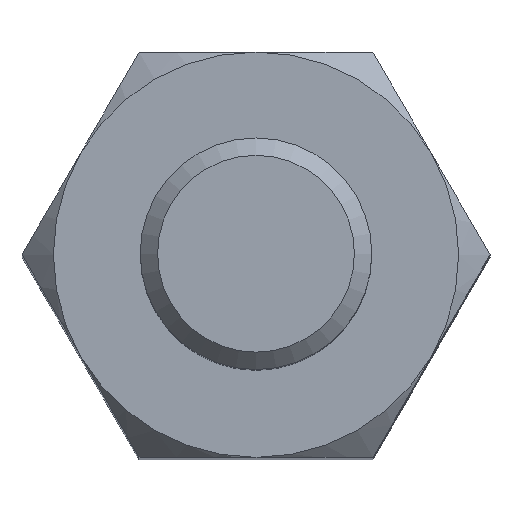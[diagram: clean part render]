
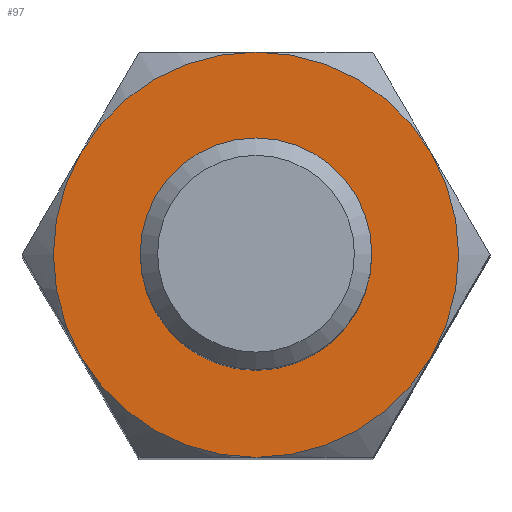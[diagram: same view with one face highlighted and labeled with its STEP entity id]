
A CAD part, top view. The second image highlights one B-rep face of the part: STEP entity #97.
In plain terms, the highlighted planar face has unit normal (0, 0, 1).
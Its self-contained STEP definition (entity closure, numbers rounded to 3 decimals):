
#97 = ADVANCED_FACE( '', ( #206, #207 ), #208, .T. );
#206 = FACE_BOUND( '', #318, .T. );
#207 = FACE_OUTER_BOUND( '', #319, .T. );
#208 = PLANE( '', #320 );
#318 = EDGE_LOOP( '', ( #502 ) );
#319 = EDGE_LOOP( '', ( #503, #504, #505, #506, #507, #508 ) );
#320 = AXIS2_PLACEMENT_3D( '', #509, #510, #511 );
#502 = ORIENTED_EDGE( '', *, *, #651, .T. );
#503 = ORIENTED_EDGE( '', *, *, #642, .F. );
#504 = ORIENTED_EDGE( '', *, *, #652, .F. );
#505 = ORIENTED_EDGE( '', *, *, #630, .F. );
#506 = ORIENTED_EDGE( '', *, *, #621, .T. );
#507 = ORIENTED_EDGE( '', *, *, #653, .F. );
#508 = ORIENTED_EDGE( '', *, *, #592, .F. );
#509 = CARTESIAN_POINT( '', ( 0., 0., 0. ) );
#510 = DIRECTION( '', ( 0., 0., 1. ) );
#511 = DIRECTION( '', ( 1., 0., 0. ) );
#592 = EDGE_CURVE( '', #684, #681, #686, .F. );
#621 = EDGE_CURVE( '', #726, #729, #731, .T. );
#630 = EDGE_CURVE( '', #726, #743, #744, .F. );
#642 = EDGE_CURVE( '', #673, #684, #758, .F. );
#651 = EDGE_CURVE( '', #769, #769, #770, .F. );
#652 = EDGE_CURVE( '', #743, #673, #771, .F. );
#653 = EDGE_CURVE( '', #681, #729, #772, .F. );
#673 = VERTEX_POINT( '', #800 );
#681 = VERTEX_POINT( '', #826 );
#684 = VERTEX_POINT( '', #834 );
#686 = CIRCLE( '', #843, 3.5 );
#726 = VERTEX_POINT( '', #911 );
#729 = VERTEX_POINT( '', #921 );
#731 = CIRCLE( '', #930, 3.5 );
#743 = VERTEX_POINT( '', #963 );
#744 = CIRCLE( '', #964, 3.5 );
#758 = CIRCLE( '', #1002, 3.5 );
#769 = VERTEX_POINT( '', #1024 );
#770 = CIRCLE( '', #1025, 1.85 );
#771 = CIRCLE( '', #1026, 3.5 );
#772 = CIRCLE( '', #1027, 3.5 );
#800 = CARTESIAN_POINT( '', ( 3.031, -1.75, 0. ) );
#826 = CARTESIAN_POINT( '', ( -3.031, -1.75, 0. ) );
#834 = CARTESIAN_POINT( '', ( 0., -3.5, 0. ) );
#843 = AXIS2_PLACEMENT_3D( '', #1065, #1066, #1067 );
#911 = CARTESIAN_POINT( '', ( 0., 3.5, 0. ) );
#921 = CARTESIAN_POINT( '', ( -3.031, 1.75, 0. ) );
#930 = AXIS2_PLACEMENT_3D( '', #1106, #1107, #1108 );
#963 = CARTESIAN_POINT( '', ( 3.031, 1.75, 0. ) );
#964 = AXIS2_PLACEMENT_3D( '', #1112, #1113, #1114 );
#1002 = AXIS2_PLACEMENT_3D( '', #1121, #1122, #1123 );
#1024 = CARTESIAN_POINT( '', ( 1.85, 0., 0. ) );
#1025 = AXIS2_PLACEMENT_3D( '', #1128, #1129, #1130 );
#1026 = AXIS2_PLACEMENT_3D( '', #1131, #1132, #1133 );
#1027 = AXIS2_PLACEMENT_3D( '', #1134, #1135, #1136 );
#1065 = CARTESIAN_POINT( '', ( 0., 0., 0. ) );
#1066 = DIRECTION( '', ( 0., 0., 1. ) );
#1067 = DIRECTION( '', ( 1., 0., 0. ) );
#1106 = CARTESIAN_POINT( '', ( 0., 0., 0. ) );
#1107 = DIRECTION( '', ( 0., 0., 1. ) );
#1108 = DIRECTION( '', ( 1., 0., 0. ) );
#1112 = CARTESIAN_POINT( '', ( 0., 0., 0. ) );
#1113 = DIRECTION( '', ( 0., 0., 1. ) );
#1114 = DIRECTION( '', ( 1., 0., 0. ) );
#1121 = CARTESIAN_POINT( '', ( 0., 0., 0. ) );
#1122 = DIRECTION( '', ( 0., 0., 1. ) );
#1123 = DIRECTION( '', ( 1., 0., 0. ) );
#1128 = CARTESIAN_POINT( '', ( 0., 0., 0. ) );
#1129 = DIRECTION( '', ( 0., 0., 1. ) );
#1130 = DIRECTION( '', ( 1., 0., 0. ) );
#1131 = CARTESIAN_POINT( '', ( 0., 0., 0. ) );
#1132 = DIRECTION( '', ( 0., 0., 1. ) );
#1133 = DIRECTION( '', ( 1., 0., 0. ) );
#1134 = CARTESIAN_POINT( '', ( 0., 0., 0. ) );
#1135 = DIRECTION( '', ( 0., 0., 1. ) );
#1136 = DIRECTION( '', ( 1., 0., 0. ) );
